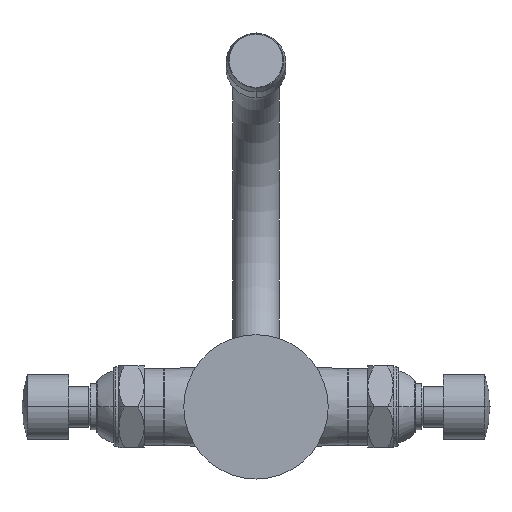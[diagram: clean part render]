
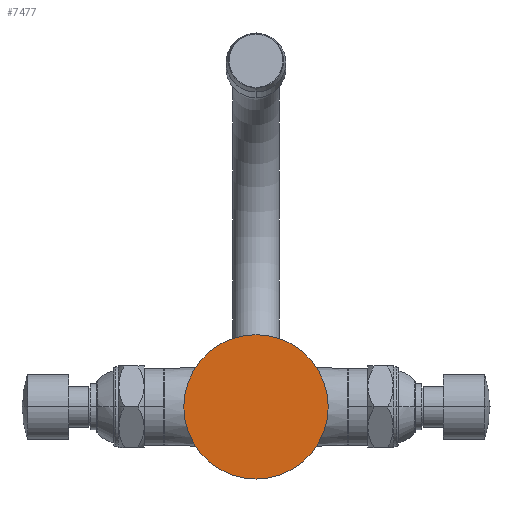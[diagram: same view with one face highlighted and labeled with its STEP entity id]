
A CAD part, front view. The second image highlights one B-rep face of the part: STEP entity #7477.
In plain terms, the highlighted planar face has unit normal (0, -1, 0).
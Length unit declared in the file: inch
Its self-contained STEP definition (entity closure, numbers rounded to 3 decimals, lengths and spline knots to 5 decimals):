
#159=CARTESIAN_POINT('',(0.,0.,0.));
#160=DIRECTION('',(0.,1.,0.));
#161=DIRECTION('',(0.,0.,-1.));
#162=AXIS2_PLACEMENT_3D('',#159,#160,#161);
#168=CARTESIAN_POINT('',(0.,0.,0.));
#169=DIRECTION('',(0.,-1.,0.));
#170=DIRECTION('',(0.,0.,-1.));
#171=AXIS2_PLACEMENT_3D('',#168,#169,#170);
#7118=CARTESIAN_POINT('',(0.,0.,1.1));
#7120=VERTEX_POINT('',#7118);
#7122=CARTESIAN_POINT('',(0.,0.,-1.1));
#7124=VERTEX_POINT('',#7122);
#7466=CARTESIAN_POINT('',(0.,0.,0.));
#7467=DIRECTION('',(0.,-1.,0.));
#7468=DIRECTION('',(1.,0.,0.));
#7469=AXIS2_PLACEMENT_3D('',#7466,#7467,#7468);
#7470=PLANE('',#7469);
#7472=ORIENTED_EDGE('',*,*,#7471,.T.);
#7474=ORIENTED_EDGE('',*,*,#7473,.F.);
#7475=EDGE_LOOP('',(#7472,#7474));
#7476=FACE_OUTER_BOUND('',#7475,.F.);
#163=CIRCLE('',#162,1.1);
#172=CIRCLE('',#171,1.1);
#7471=EDGE_CURVE('',#7124,#7120,#163,.T.);
#7473=EDGE_CURVE('',#7124,#7120,#172,.T.);
#7477=ADVANCED_FACE('',(#7476),#7470,.T.);
